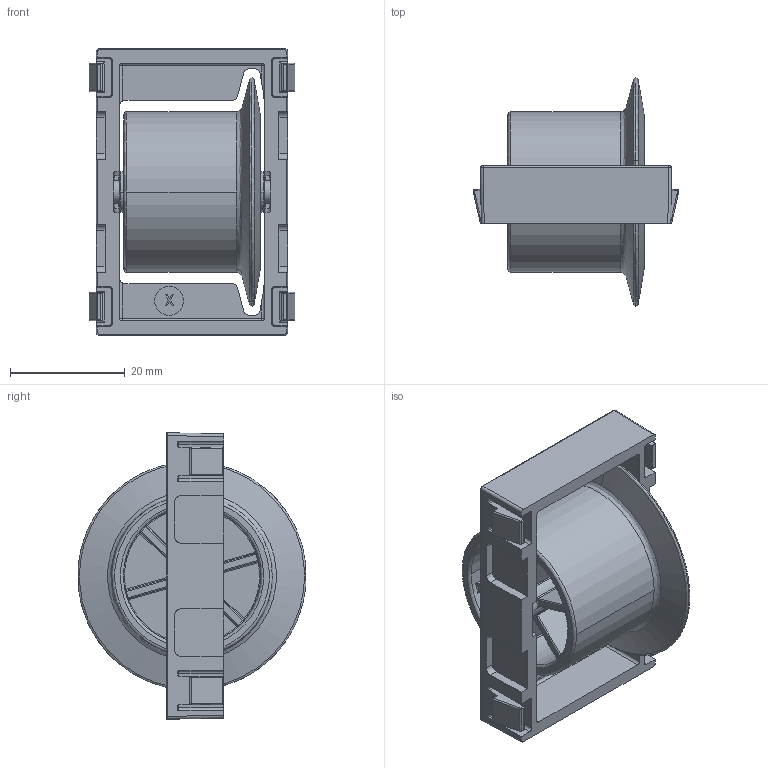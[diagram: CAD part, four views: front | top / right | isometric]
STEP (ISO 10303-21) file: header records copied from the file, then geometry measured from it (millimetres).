
FILE_DESCRIPTION (( 'STEP AP203' ), '1' );
FILE_NAME ('801202_c_1.STEP', '2023-03-16T12:59:08', ( '' ), ( '' ), 'SwSTEP 2.0', 'SolidWorks 2014', '' );
FILE_SCHEMA (( 'CONFIG_CONTROL_DESIGN' ));
Length unit declared in the file: millimetre
Products named in the file (1): 801202_c_1
Bounding box: 35.9 x 39.79 x 49.99 mm (x, y, z)
Volume: 12826.8 mm3; surface area: 14071.5 mm2
Topology: 3 solids, 3 shells, 805 faces, 2028 edges, 1117 vertices
Faces by surface type: bspline 334, cylinder 291, plane 172, cone 8
Entity records: 28928 total; most frequent: CARTESIAN_POINT 12168, ORIENTED_EDGE 3820, DIRECTION 3151, EDGE_CURVE 1910, AXIS2_PLACEMENT_3D 1188, VERTEX_POINT 1117, EDGE_LOOP 815, FACE_OUTER_BOUND 805
